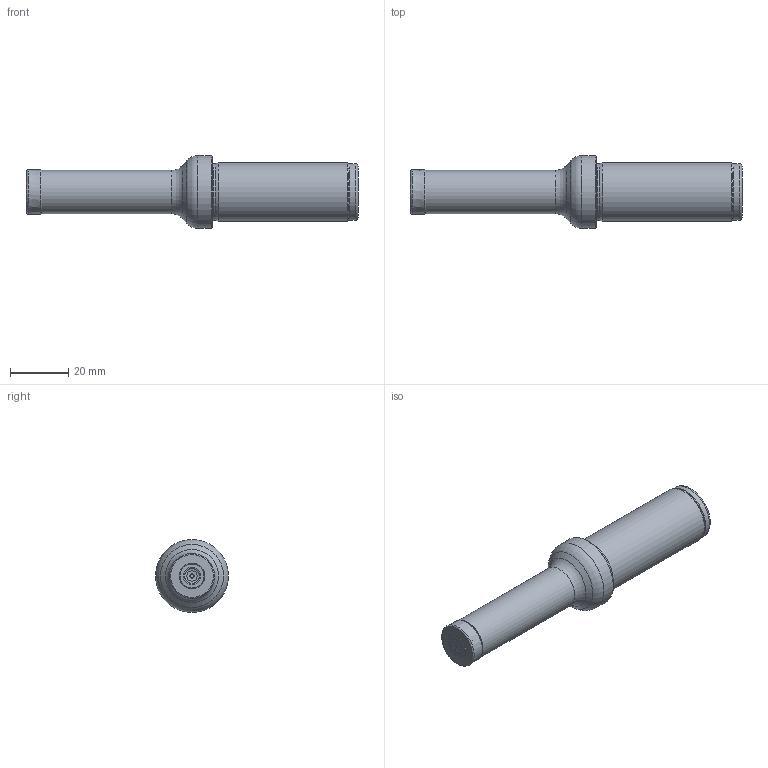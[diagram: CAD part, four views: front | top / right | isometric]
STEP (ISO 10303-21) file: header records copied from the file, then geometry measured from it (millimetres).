
FILE_DESCRIPTION(/* description */ (''),/* implementation_level */ '2;1');
FILE_NAME(/* name */ 'ATUM-15.5XD3-880-0202...stp',/* time_stamp */ '2023-11-28T19:01:44+03:00',/* author */ (''),/* organization */ (''),/* preprocessor_version */ 'ST-DEVELOPER v19.4',/* originating_system */ 'SIEMENS PLM Software NX2306.3001',/* authorisation */ '');
FILE_SCHEMA (('AUTOMOTIVE_DESIGN { 1 0 10303 214 3 1 1 1 }'));
Length unit declared in the file: millimetre
Products named in the file (1): STP_ATUM 15.5XD3 880-0202..
Bounding box: 113.99 x 25 x 25 mm (x, y, z)
Volume: 30483.8 mm3; surface area: 7699.7 mm2
Topology: 2 solids, 2 shells, 45 faces, 103 edges, 63 vertices
Faces by surface type: revolution 17, torus 8, cone 6, plane 5, cylinder 5, bspline 4
Full cylindrical faces by diameter (mm): 14.9 x1, 19.5 x2, 20 x1, 25 x1
Entity records: 1576 total; most frequent: CARTESIAN_POINT 811, DIRECTION 154, EDGE_LOOP 86, ORIENTED_EDGE 86, FACE_BOUND 82, AXIS2_PLACEMENT_3D 67, ADVANCED_FACE 45, VERTEX_POINT 43
